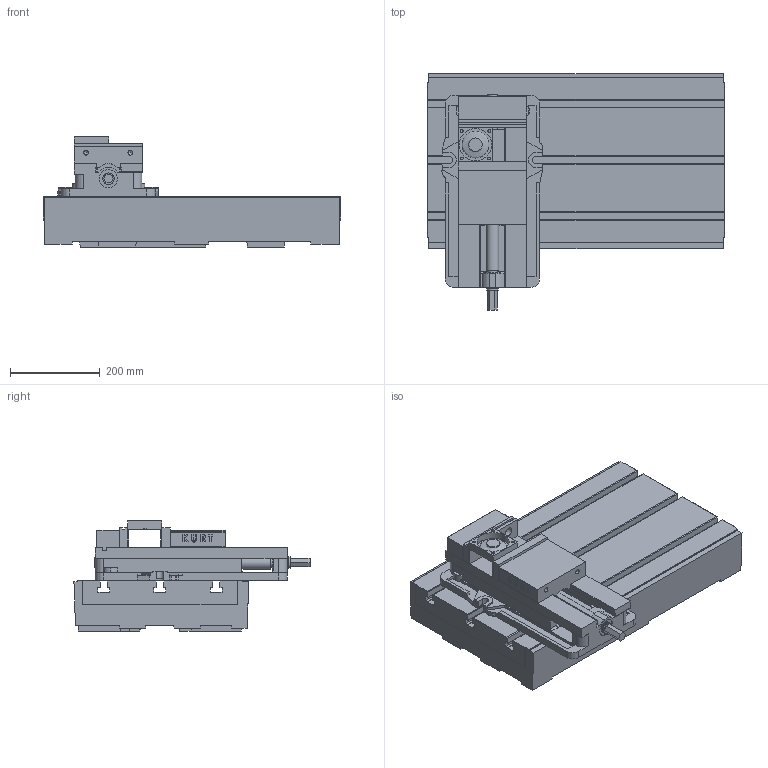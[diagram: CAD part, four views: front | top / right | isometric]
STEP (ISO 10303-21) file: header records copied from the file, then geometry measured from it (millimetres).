
FILE_DESCRIPTION(/* description */ (''),/* implementation_level */ '2;1');
FILE_NAME(/* name */ '7 - MAQUINADO CAVIDAD 2 (VACO).stp',/* time_stamp */ '2023-08-14T18:30:07-06:00',/* author */ ('ARViau'),/* organization */ (''),/* preprocessor_version */ 'ST-DEVELOPER v19.2',/* originating_system */ 'Autodesk Inventor 2024',/* authorisation */ '');
FILE_SCHEMA (('AUTOMOTIVE_DESIGN { 1 0 10303 214 3 1 1 }'));
Length unit declared in the file: millimetre
Products named in the file (8): MAQUINADO CAVIDAD 2 CLASE; VF1 TABLE + FLEX_KURT D688; VF-1_Table; FLEX_KURT D688; D_KURT D688 BASE; D_KURT D688 JAW; CAVIDAD MATERIAL 2; ALZA MAQUINADO
Assembly tree (8 placements, depth 4):
  MAQUINADO CAVIDAD 2 CLASE
    VF1 TABLE + FLEX_KURT D688
      VF-1_Table
      FLEX_KURT D688
        D_KURT D688 BASE
        D_KURT D688 JAW
    CAVIDAD MATERIAL 2
    ALZA MAQUINADO  x2
Bounding box: 660.4 x 525.04 x 245.1 mm (x, y, z)
Volume: 22339202.7 mm3; surface area: 1811867.7 mm2
Topology: 11 solids, 11 shells, 825 faces, 2239 edges, 1468 vertices
Faces by surface type: plane 671, cylinder 112, cone 21, bspline 19, torus 2
Full cylindrical faces by diameter (mm): 5.105 x4, 6.35 x4, 10.716 x6, 13.487 x4, 13.492 x2, 15.875 x2, 16.662 x2, 19.837 x4, 21.565 x2, 23.241 x1, 23.8 x1, 23.812 x2, 25.197 x1, 25.324 x2, 25.4 x3, 28.575 x1, 30 x1, 35.23 x1, 37.846 x2, 40.132 x2, 59.35 x1, 72 x1
Entity records: 29001 total; most frequent: CARTESIAN_POINT 7306, ORIENTED_EDGE 4434, DIRECTION 4076, EDGE_CURVE 2217, LINE 1850, VECTOR 1850, VERTEX_POINT 1460, AXIS2_PLACEMENT_3D 1113
